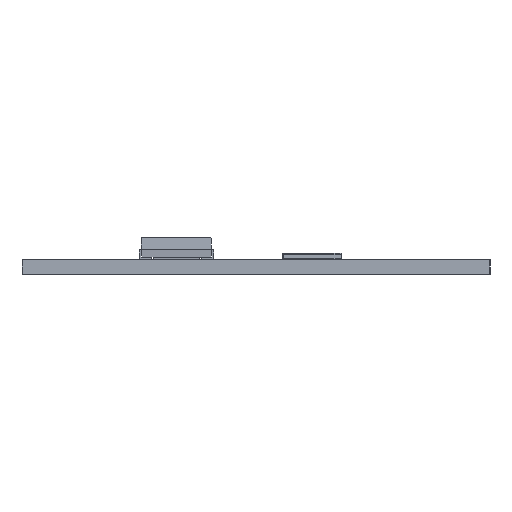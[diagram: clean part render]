
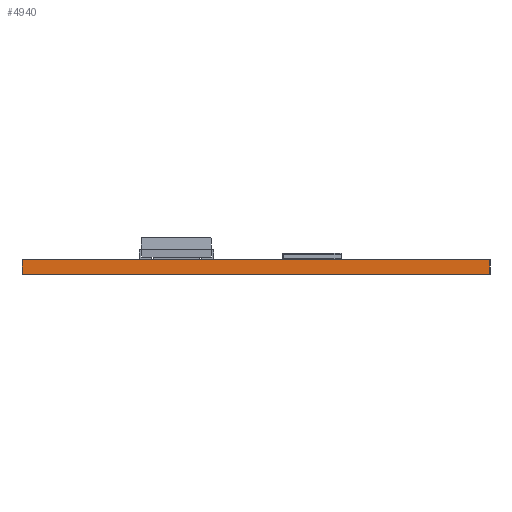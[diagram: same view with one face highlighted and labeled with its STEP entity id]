
A CAD part, left-side view. The second image highlights one B-rep face of the part: STEP entity #4940.
In plain terms, the highlighted planar face has unit normal (-1, 0, 0).
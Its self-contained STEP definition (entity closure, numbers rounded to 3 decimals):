
#4759 = PLANE('',#4760);
#4760 = AXIS2_PLACEMENT_3D('',#4761,#4762,#4763);
#4761 = CARTESIAN_POINT('',(270.,-70.,0.));
#4762 = DIRECTION('',(0.,-1.,0.));
#4763 = DIRECTION('',(-1.,0.,0.));
#4784 = VERTEX_POINT('',#4785);
#4785 = CARTESIAN_POINT('',(20.,-70.,1.6));
#4799 = PLANE('',#4800);
#4800 = AXIS2_PLACEMENT_3D('',#4801,#4802,#4803);
#4801 = CARTESIAN_POINT('',(145.,-45.,1.6));
#4802 = DIRECTION('',(-0.,-0.,-1.));
#4803 = DIRECTION('',(-1.,0.,0.));
#4811 = EDGE_CURVE('',#4812,#4784,#4814,.T.);
#4812 = VERTEX_POINT('',#4813);
#4813 = CARTESIAN_POINT('',(20.,-70.,0.));
#4814 = SURFACE_CURVE('',#4815,(#4819,#4826),.PCURVE_S1.);
#4815 = LINE('',#4816,#4817);
#4816 = CARTESIAN_POINT('',(20.,-70.,0.));
#4817 = VECTOR('',#4818,1.);
#4818 = DIRECTION('',(0.,0.,1.));
#4819 = PCURVE('',#4759,#4820);
#4820 = DEFINITIONAL_REPRESENTATION('',(#4821),#4825);
#4821 = LINE('',#4822,#4823);
#4822 = CARTESIAN_POINT('',(250.,0.));
#4823 = VECTOR('',#4824,1.);
#4824 = DIRECTION('',(0.,-1.));
#4825 = ( GEOMETRIC_REPRESENTATION_CONTEXT(2) 
PARAMETRIC_REPRESENTATION_CONTEXT() REPRESENTATION_CONTEXT('2D SPACE',''
  ) );
#4826 = PCURVE('',#4827,#4832);
#4827 = PLANE('',#4828);
#4828 = AXIS2_PLACEMENT_3D('',#4829,#4830,#4831);
#4829 = CARTESIAN_POINT('',(20.,-70.,0.));
#4830 = DIRECTION('',(-1.,0.,0.));
#4831 = DIRECTION('',(0.,1.,0.));
#4832 = DEFINITIONAL_REPRESENTATION('',(#4833),#4837);
#4833 = LINE('',#4834,#4835);
#4834 = CARTESIAN_POINT('',(0.,0.));
#4835 = VECTOR('',#4836,1.);
#4836 = DIRECTION('',(0.,-1.));
#4837 = ( GEOMETRIC_REPRESENTATION_CONTEXT(2) 
PARAMETRIC_REPRESENTATION_CONTEXT() REPRESENTATION_CONTEXT('2D SPACE',''
  ) );
#4853 = PLANE('',#4854);
#4854 = AXIS2_PLACEMENT_3D('',#4855,#4856,#4857);
#4855 = CARTESIAN_POINT('',(145.,-45.,0.));
#4856 = DIRECTION('',(-0.,-0.,-1.));
#4857 = DIRECTION('',(-1.,0.,0.));
#4886 = PLANE('',#4887);
#4887 = AXIS2_PLACEMENT_3D('',#4888,#4889,#4890);
#4888 = CARTESIAN_POINT('',(20.,-20.,0.));
#4889 = DIRECTION('',(0.,1.,0.));
#4890 = DIRECTION('',(1.,0.,0.));
#4940 = ADVANCED_FACE('',(#4941),#4827,.T.);
#4941 = FACE_BOUND('',#4942,.T.);
#4942 = EDGE_LOOP('',(#4943,#4944,#4967,#4990));
#4943 = ORIENTED_EDGE('',*,*,#4811,.T.);
#4944 = ORIENTED_EDGE('',*,*,#4945,.T.);
#4945 = EDGE_CURVE('',#4784,#4946,#4948,.T.);
#4946 = VERTEX_POINT('',#4947);
#4947 = CARTESIAN_POINT('',(20.,-20.,1.6));
#4948 = SURFACE_CURVE('',#4949,(#4953,#4960),.PCURVE_S1.);
#4949 = LINE('',#4950,#4951);
#4950 = CARTESIAN_POINT('',(20.,-70.,1.6));
#4951 = VECTOR('',#4952,1.);
#4952 = DIRECTION('',(0.,1.,0.));
#4953 = PCURVE('',#4827,#4954);
#4954 = DEFINITIONAL_REPRESENTATION('',(#4955),#4959);
#4955 = LINE('',#4956,#4957);
#4956 = CARTESIAN_POINT('',(0.,-1.6));
#4957 = VECTOR('',#4958,1.);
#4958 = DIRECTION('',(1.,0.));
#4959 = ( GEOMETRIC_REPRESENTATION_CONTEXT(2) 
PARAMETRIC_REPRESENTATION_CONTEXT() REPRESENTATION_CONTEXT('2D SPACE',''
  ) );
#4960 = PCURVE('',#4799,#4961);
#4961 = DEFINITIONAL_REPRESENTATION('',(#4962),#4966);
#4962 = LINE('',#4963,#4964);
#4963 = CARTESIAN_POINT('',(125.,-25.));
#4964 = VECTOR('',#4965,1.);
#4965 = DIRECTION('',(0.,1.));
#4966 = ( GEOMETRIC_REPRESENTATION_CONTEXT(2) 
PARAMETRIC_REPRESENTATION_CONTEXT() REPRESENTATION_CONTEXT('2D SPACE',''
  ) );
#4967 = ORIENTED_EDGE('',*,*,#4968,.F.);
#4968 = EDGE_CURVE('',#4969,#4946,#4971,.T.);
#4969 = VERTEX_POINT('',#4970);
#4970 = CARTESIAN_POINT('',(20.,-20.,0.));
#4971 = SURFACE_CURVE('',#4972,(#4976,#4983),.PCURVE_S1.);
#4972 = LINE('',#4973,#4974);
#4973 = CARTESIAN_POINT('',(20.,-20.,0.));
#4974 = VECTOR('',#4975,1.);
#4975 = DIRECTION('',(0.,0.,1.));
#4976 = PCURVE('',#4827,#4977);
#4977 = DEFINITIONAL_REPRESENTATION('',(#4978),#4982);
#4978 = LINE('',#4979,#4980);
#4979 = CARTESIAN_POINT('',(50.,0.));
#4980 = VECTOR('',#4981,1.);
#4981 = DIRECTION('',(0.,-1.));
#4982 = ( GEOMETRIC_REPRESENTATION_CONTEXT(2) 
PARAMETRIC_REPRESENTATION_CONTEXT() REPRESENTATION_CONTEXT('2D SPACE',''
  ) );
#4983 = PCURVE('',#4886,#4984);
#4984 = DEFINITIONAL_REPRESENTATION('',(#4985),#4989);
#4985 = LINE('',#4986,#4987);
#4986 = CARTESIAN_POINT('',(0.,0.));
#4987 = VECTOR('',#4988,1.);
#4988 = DIRECTION('',(0.,-1.));
#4989 = ( GEOMETRIC_REPRESENTATION_CONTEXT(2) 
PARAMETRIC_REPRESENTATION_CONTEXT() REPRESENTATION_CONTEXT('2D SPACE',''
  ) );
#4990 = ORIENTED_EDGE('',*,*,#4991,.F.);
#4991 = EDGE_CURVE('',#4812,#4969,#4992,.T.);
#4992 = SURFACE_CURVE('',#4993,(#4997,#5004),.PCURVE_S1.);
#4993 = LINE('',#4994,#4995);
#4994 = CARTESIAN_POINT('',(20.,-70.,0.));
#4995 = VECTOR('',#4996,1.);
#4996 = DIRECTION('',(0.,1.,0.));
#4997 = PCURVE('',#4827,#4998);
#4998 = DEFINITIONAL_REPRESENTATION('',(#4999),#5003);
#4999 = LINE('',#5000,#5001);
#5000 = CARTESIAN_POINT('',(0.,0.));
#5001 = VECTOR('',#5002,1.);
#5002 = DIRECTION('',(1.,0.));
#5003 = ( GEOMETRIC_REPRESENTATION_CONTEXT(2) 
PARAMETRIC_REPRESENTATION_CONTEXT() REPRESENTATION_CONTEXT('2D SPACE',''
  ) );
#5004 = PCURVE('',#4853,#5005);
#5005 = DEFINITIONAL_REPRESENTATION('',(#5006),#5010);
#5006 = LINE('',#5007,#5008);
#5007 = CARTESIAN_POINT('',(125.,-25.));
#5008 = VECTOR('',#5009,1.);
#5009 = DIRECTION('',(0.,1.));
#5010 = ( GEOMETRIC_REPRESENTATION_CONTEXT(2) 
PARAMETRIC_REPRESENTATION_CONTEXT() REPRESENTATION_CONTEXT('2D SPACE',''
  ) );
